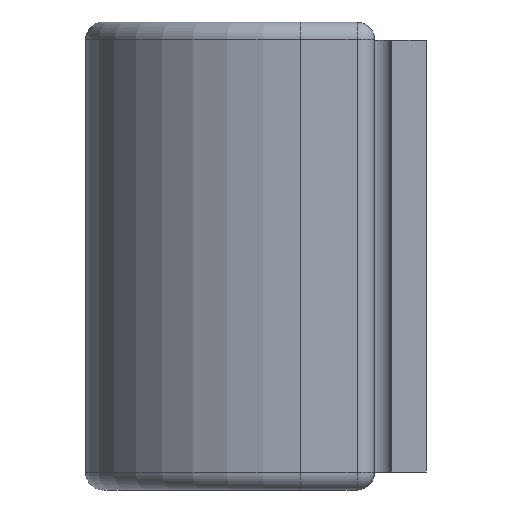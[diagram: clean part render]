
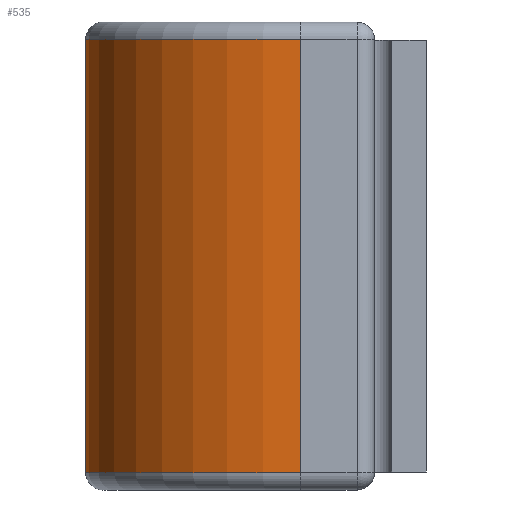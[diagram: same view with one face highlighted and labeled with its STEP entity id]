
A CAD part, left-side view. The second image highlights one B-rep face of the part: STEP entity #535.
In plain terms, the highlighted cylindrical face has radius 9.461 mm (diameter 18.923 mm), a partial arc.
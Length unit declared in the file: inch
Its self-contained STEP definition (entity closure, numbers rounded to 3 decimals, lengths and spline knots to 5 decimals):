
#175 = VECTOR ( 'NONE', #322, 39.37008 ) ;
#188 = CARTESIAN_POINT ( 'NONE',  ( 1.125, 0.21875, 0.375 ) ) ;
#269 = ORIENTED_EDGE ( 'NONE', *, *, #643, .T. ) ;
#322 = DIRECTION ( 'NONE',  ( 0., 0., 1. ) ) ;
#369 = DIRECTION ( 'NONE',  ( 0., 0., 1. ) ) ;
#380 = CIRCLE ( 'NONE', #1477, 0.3725 ) ;
#386 = CARTESIAN_POINT ( 'NONE',  ( 1.125, 0.21875, -0.37625 ) ) ;
#456 = ORIENTED_EDGE ( 'NONE', *, *, #1461, .T. ) ;
#535 = ADVANCED_FACE ( 'NONE', ( #1441 ), #1627, .T. ) ;
#542 = DIRECTION ( 'NONE',  ( 1., 0., 0. ) ) ;
#565 = ORIENTED_EDGE ( 'NONE', *, *, #1258, .F. ) ;
#643 = EDGE_CURVE ( 'NONE', #866, #739, #1964, .T. ) ;
#739 = VERTEX_POINT ( 'NONE', #1807 ) ;
#796 = VECTOR ( 'NONE', #369, 39.37008 ) ;
#856 = DIRECTION ( 'NONE',  ( 0., 0., 1. ) ) ;
#866 = VERTEX_POINT ( 'NONE', #1905 ) ;
#981 = CARTESIAN_POINT ( 'NONE',  ( 1.4975, 0.21875, -0.37625 ) ) ;
#1212 = LINE ( 'NONE', #981, #796 ) ;
#1258 = EDGE_CURVE ( 'NONE', #1431, #1433, #380, .T. ) ;
#1374 = CARTESIAN_POINT ( 'NONE',  ( 1.4975, 0.21875, 0.37625 ) ) ;
#1391 = CARTESIAN_POINT ( 'NONE',  ( 0.7525, 0.21875, -0.37625 ) ) ;
#1431 = VERTEX_POINT ( 'NONE', #1374 ) ;
#1433 = VERTEX_POINT ( 'NONE', #1809 ) ;
#1441 = FACE_OUTER_BOUND ( 'NONE', #1772, .T. ) ;
#1445 = DIRECTION ( 'NONE',  ( 0., 0., 1. ) ) ;
#1461 = EDGE_CURVE ( 'NONE', #739, #1433, #1756, .T. ) ;
#1477 = AXIS2_PLACEMENT_3D ( 'NONE', #1759, #856, #1912 ) ;
#1483 = ORIENTED_EDGE ( 'NONE', *, *, #1795, .F. ) ;
#1627 = CYLINDRICAL_SURFACE ( 'NONE', #1706, 0.3725 ) ;
#1632 = AXIS2_PLACEMENT_3D ( 'NONE', #386, #1445, #542 ) ;
#1706 = AXIS2_PLACEMENT_3D ( 'NONE', #188, #1852, #1860 ) ;
#1756 = LINE ( 'NONE', #1391, #175 ) ;
#1759 = CARTESIAN_POINT ( 'NONE',  ( 1.125, 0.21875, 0.37625 ) ) ;
#1772 = EDGE_LOOP ( 'NONE', ( #1483, #269, #456, #565 ) ) ;
#1795 = EDGE_CURVE ( 'NONE', #866, #1431, #1212, .T. ) ;
#1807 = CARTESIAN_POINT ( 'NONE',  ( 0.7525, 0.21875, -0.37625 ) ) ;
#1809 = CARTESIAN_POINT ( 'NONE',  ( 0.7525, 0.21875, 0.37625 ) ) ;
#1852 = DIRECTION ( 'NONE',  ( 0., 0., 1. ) ) ;
#1860 = DIRECTION ( 'NONE',  ( 1., 0., 0. ) ) ;
#1905 = CARTESIAN_POINT ( 'NONE',  ( 1.4975, 0.21875, -0.37625 ) ) ;
#1912 = DIRECTION ( 'NONE',  ( 1., 0., 0. ) ) ;
#1964 = CIRCLE ( 'NONE', #1632, 0.3725 ) ;
